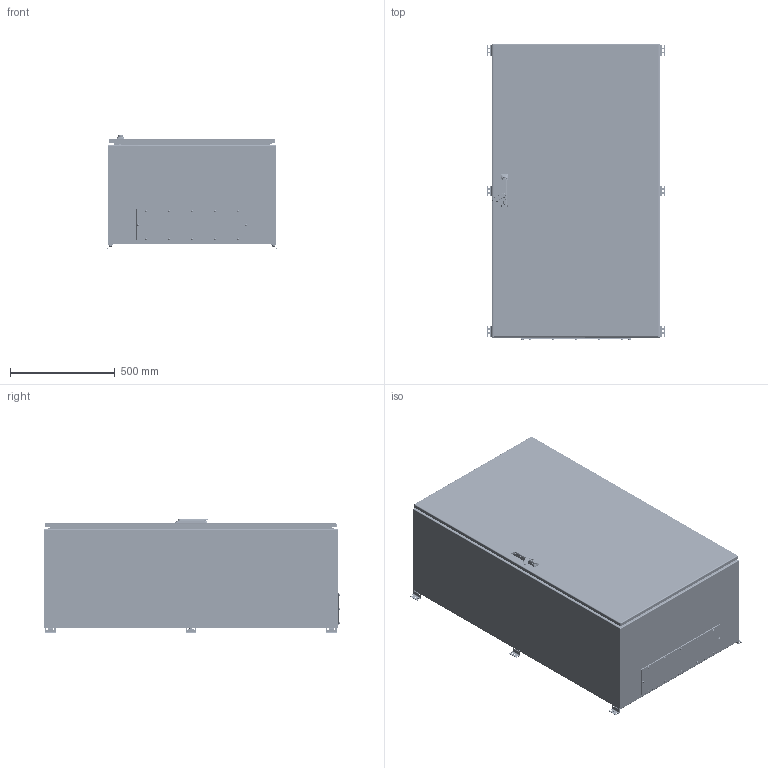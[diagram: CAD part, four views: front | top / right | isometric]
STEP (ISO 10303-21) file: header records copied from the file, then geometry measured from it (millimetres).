
FILE_DESCRIPTION (( 'STEP AP214' ), '1' );
FILE_NAME ('21.080.140.50.STEP', '2025-02-06T08:19:28', ( '' ), ( '' ), 'SwSTEP 2.0', 'SolidWorks 2021', '' );
FILE_SCHEMA (( 'AUTOMOTIVE_DESIGN' ));
Length unit declared in the file: millimetre
Products named in the file (65): Ðåçèíêà øàðíèðà; Äâåðíîå ïîëîòíî W800H1400; ABB100-3-1-ZZ_5_ASM.stp; Ëåâàÿ ñòåíêà H1400D500; MS100-3-1-1B-SL_4_AF0.stp; SCREW4_2X22_8.stp; K7030_ASM_1_AF0_ASM.stp; Ïðîêëàäêà êðûøêè ÄÌ W530D150; 昢膼碴鍣 膰豵鵨 W800H1400D500; Ïåðô. ïðîôèëü äëÿ äíà è ñòåíêè D500; 扻錼鼨膰; 嵑謺麃; Ãàéêà DIN934- Ì6-Zn; M6X25_5.stp; Çàêëåïêà ðåçüáîâàÿ Ì8 øåñòèãðàííàÿ ñ óìåíüøåííûì áîðòîì; 署赅 W530D150; MS-100-3A-3E-SB_ASM_55_AF0_ASM.stp; ABB100-3_03_1_AF0.stp; Âèíò DIN 967 Ì5õ16 ñ ïîëóêðóãëîé ãîëîâêîé ñ êðåñòîîáðàçíûì øëèöåì; MS100-3-3C (1).stp; 0001_ASM_45_AF0_ASM.stp; Áîëò Ì5õ8 ñ øåñòèãðàííîé ãîëîâêîé ñ ïðåññøàéáîé; Êðåïëåíèå òÿãè; MS100-3-3B_ASM_92_AF0_ASM.stp; ﾒ聰 H1400; 471.100 Íàñòåííîå êðåïëåíèå; ABB100-3_03_1_AF1.stp; 昑 W800H1400; MS100-3C_1_AF0.stp; M60001_4.stp; Ãàéêà Ì6 äëÿ øïèëüêè; MS100-3-00_1.stp; Âòóëêà øàðíèðà; MS100-3000_10.stp; ABB100-3-1-ZZ_5_2.stp; _INST32000_4.stp; Çàêëåïêà ðåçüáîâàÿ Ì5 øåñòèãðàííàÿ ñ óìåíüøåííûì áîðòîì; Ýëåìåíò òÿãè; MS100-3-SXGH_3_AF0.stp; MS100-3-1000_8-162541.stp ...
Assembly tree (170 placements, depth 7):
  21.080.140.50
    昢膼碴鍣 膰豵鵨 W800H1400D500
      扻豵鵨 W800H1400D500
      Ïðàâàÿ ñòåíêà H1400D500
      Ëåâàÿ ñòåíêà H1400D500
      Øïèëüêà ïðèâàðíàÿ Ì6õ16  x12
      Øïèëüêà ïðèâàðíàÿ Ì8õ25  x6
      Çàêëåïêà ðåçüáîâàÿ Ì8 øåñòèãðàííàÿ ñ óìåíüøåííûì áîðòîì  x6
      Çàêëåïêà ðåçüáîâàÿ Ì5 øåñòèãðàííàÿ ñ óìåíüøåííûì áîðòîì  x12
    Äâåðü W800H1400
      Äâåðíîå ïîëîòíî W800H1400
      Ãàñêåòèíã äâåðè W800H1400
      Øïèëüêà ïðèâàðíàÿ Ì6õ16  x6
      Ïåòëÿ ùèòîâàÿ ïðèâàðíàÿ  x3
      Ïðîôèëü äâåðíîé H1400  x2
      ﾒ聰 H1400  x2
      Êðåïëåíèå òÿãè  x4
      Ýëåìåíò òÿãè  x2
        砑僔蠂縺
        扻錼鼨膰
        Îñü
      MS100-3-3C (1).stp
        MS100-3-3B_ASM_92_AF0_ASM.stp
          MS-100-3A-3E-SB_ASM_55_AF0_ASM.stp
            ABB100-3-1-ZZ_5_ASM.stp
              ABB100-3-1-ZZ_5_2.stp
            K7010-C_ASM_3_AF0_ASM.stp
              ABB100-3_03_1_AF0.stp
              MS100-3C_1_AF0.stp
            K7030_ASM_1_AF0_ASM.stp
              ABB100-3_03_1_AF1.stp
            MS100-3-1B_8_AF0.stp
            MS820-1-1-05-XZS-4X5_8.stp
            MS100-3-FYG_7.stp
          0001_ASM_45_AF0_ASM.stp
            MS100-3-1000_8-162541.stp  x2
            MS100-3-1000_8-171769_AF0.stp
            MS100-3-00_1.stp  x2
            MS100-3000_10.stp
          0002_ASM_2_ASM.stp
            M60001_4.stp
            M60002_2.stp
            _INST32000_4.stp
          MS100-3-1-1B-SL_4_AF0.stp
          MS100-3-SXGH_3_AF0.stp
          SCREW4_2X22_8.stp  x4
          MS822-1-1-SPLJZ_5.stp
          AB100-3-S06-SP_1_5.stp
          M6X25_5.stp
      Áîëò Ì5õ8 ñ øåñòèãðàííîé ãîëîâêîé ñ ïðåññøàéáîé  x2
      Ãàéêà DIN934- Ì6-Zn  x4
    昑 W800H1400
    署赅 W530D150
    Ïðîêëàäêà êðûøêè ÄÌ W530D150
    Âèíò DIN 967 Ì5õ16 ñ ïîëóêðóãëîé ãîëîâêîé ñ êðåñòîîáðàçíûì øëèöåì  x12
    嵑謺麃 瀁蠉澼鍣 094  x3
      嵑謺麃
      Ðåçèíêà øàðíèðà
      Âòóëêà øàðíèðà
    Áîëò Ì6õ10 ñ øåñòèãðàííîé ãîëîâêîé ñ ïðåññøàéáîé  x6
Bounding box: 852 x 1411.05 x 546.8 mm (x, y, z)
Volume: 10470728.6 mm3; surface area: 12853475.7 mm2
Topology: 173 solids, 173 shells, 9825 faces, 25262 edges, 16002 vertices
Faces by surface type: plane 4243, cylinder 3713, bspline 667, cone 630, torus 491, sphere 81
Entity records: 203982 total; most frequent: CARTESIAN_POINT 77536, ORIENTED_EDGE 27072, DIRECTION 23400, EDGE_CURVE 13536, VERTEX_POINT 8604, LINE 8104, VECTOR 8104, AXIS2_PLACEMENT_3D 7648
